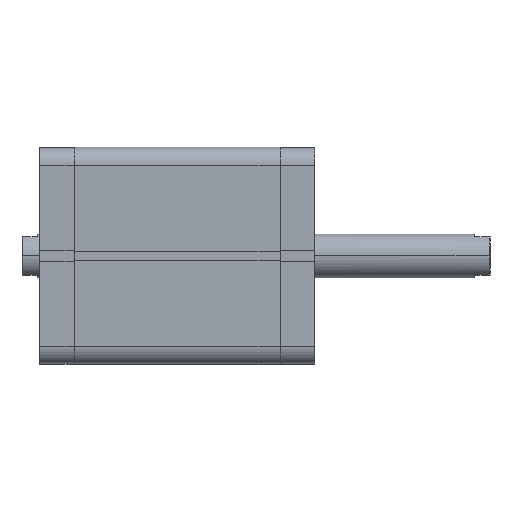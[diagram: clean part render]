
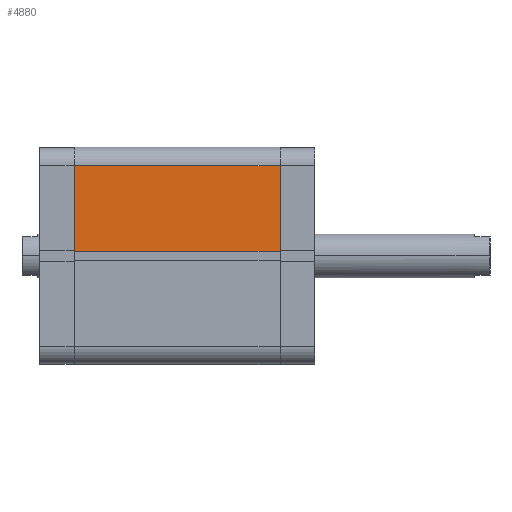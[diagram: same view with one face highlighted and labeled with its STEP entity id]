
A CAD part, top view. The second image highlights one B-rep face of the part: STEP entity #4880.
In plain terms, the highlighted face is planar.
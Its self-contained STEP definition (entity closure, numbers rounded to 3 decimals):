
#255 = VERTEX_POINT ( 'NONE', #931 ) ;
#256 = VERTEX_POINT ( 'NONE', #932 ) ;
#258 = VERTEX_POINT ( 'NONE', #934 ) ;
#260 = VERTEX_POINT ( 'NONE', #936 ) ;
#931 = CARTESIAN_POINT ( 'NONE',  ( -2.6, 62., -117.5 ) ) ;
#932 = CARTESIAN_POINT ( 'NONE',  ( -2.6, 62., 0. ) ) ;
#934 = CARTESIAN_POINT ( 'NONE',  ( -51.5, 62., -117.5 ) ) ;
#936 = CARTESIAN_POINT ( 'NONE',  ( -51.5, 62., 0. ) ) ;
#1310 = CARTESIAN_POINT ( 'NONE',  ( -51.5, 62., -117.5 ) ) ;
#1311 = PLANE ( 'NONE',  #6699 ) ;
#1313 = DIRECTION ( 'NONE',  ( 0., 1., 0. ) ) ;
#1314 = DIRECTION ( 'NONE',  ( 0., 0., 1. ) ) ;
#2760 = LINE ( 'NONE', #3770, #2770 ) ;
#2770 = VECTOR ( 'NONE', #3774, 1000. ) ;
#2774 = LINE ( 'NONE', #3781, #2779 ) ;
#2779 = VECTOR ( 'NONE', #3785, 1000. ) ;
#2780 = LINE ( 'NONE', #3788, #2786 ) ;
#2786 = VECTOR ( 'NONE', #3793, 1000. ) ;
#2788 = LINE ( 'NONE', #3794, #2789 ) ;
#2789 = VECTOR ( 'NONE', #3795, 1000. ) ;
#3770 = CARTESIAN_POINT ( 'NONE',  ( -51.5, 62., -117.5 ) ) ;
#3774 = DIRECTION ( 'NONE',  ( -1., 0., 0. ) ) ;
#3781 = CARTESIAN_POINT ( 'NONE',  ( -51.5, 62., -117.5 ) ) ;
#3785 = DIRECTION ( 'NONE',  ( 0., 0., 1. ) ) ;
#3788 = CARTESIAN_POINT ( 'NONE',  ( -2.6, 62., -117.5 ) ) ;
#3793 = DIRECTION ( 'NONE',  ( 0., 0., 1. ) ) ;
#3794 = CARTESIAN_POINT ( 'NONE',  ( -51.5, 62., 0. ) ) ;
#3795 = DIRECTION ( 'NONE',  ( -1., 0., 0. ) ) ;
#4785 = EDGE_LOOP ( 'NONE', ( #5318, #5319, #5320, #5321 ) ) ;
#4880 = ADVANCED_FACE ( 'NONE', ( #5782 ), #1311, .T. ) ;
#5318 = ORIENTED_EDGE ( 'NONE', *, *, #6468, .F. ) ;
#5319 = ORIENTED_EDGE ( 'NONE', *, *, #6467, .F. ) ;
#5320 = ORIENTED_EDGE ( 'NONE', *, *, #6458, .T. ) ;
#5321 = ORIENTED_EDGE ( 'NONE', *, *, #6463, .T. ) ;
#5782 = FACE_OUTER_BOUND ( 'NONE', #4785, .T. ) ;
#6458 = EDGE_CURVE ( 'NONE', #255, #258, #2760, .T. ) ;
#6463 = EDGE_CURVE ( 'NONE', #258, #260, #2774, .T. ) ;
#6467 = EDGE_CURVE ( 'NONE', #255, #256, #2780, .T. ) ;
#6468 = EDGE_CURVE ( 'NONE', #256, #260, #2788, .T. ) ;
#6699 = AXIS2_PLACEMENT_3D ( 'NONE', #1310, #1313, #1314 ) ;
